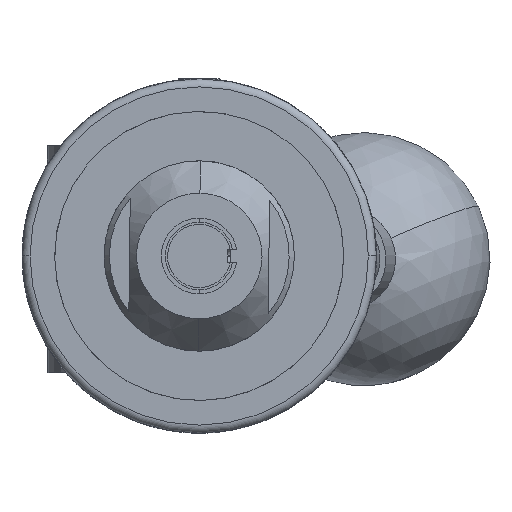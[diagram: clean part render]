
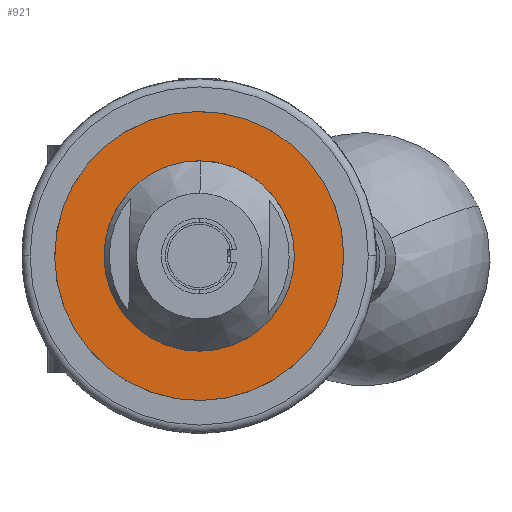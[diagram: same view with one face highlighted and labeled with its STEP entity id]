
A CAD part, left-side view. The second image highlights one B-rep face of the part: STEP entity #921.
In plain terms, the highlighted planar face has unit normal (-1, 0, 0).
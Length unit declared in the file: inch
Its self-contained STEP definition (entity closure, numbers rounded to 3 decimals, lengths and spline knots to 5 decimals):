
#126 = AXIS2_PLACEMENT_3D ( 'NONE', #7229, #9620, #9395 ) ;
#190 = ORIENTED_EDGE ( 'NONE', *, *, #11891, .T. ) ;
#234 = VERTEX_POINT ( 'NONE', #3985 ) ;
#330 = ORIENTED_EDGE ( 'NONE', *, *, #11003, .F. ) ;
#480 = VERTEX_POINT ( 'NONE', #1303 ) ;
#921 = ADVANCED_FACE ( 'NONE', ( #5427, #11720 ), #4299, .F. ) ;
#930 = DIRECTION ( 'NONE',  ( 1., 0., 0. ) ) ;
#994 = AXIS2_PLACEMENT_3D ( 'NONE', #13811, #930, #4311 ) ;
#1303 = CARTESIAN_POINT ( 'NONE',  ( -3.226, 0.00792, 0.46993 ) ) ;
#3416 = EDGE_CURVE ( 'NONE', #234, #7913, #13809, .T. ) ;
#3433 = DIRECTION ( 'NONE',  ( 0., 0.017, 1. ) ) ;
#3985 = CARTESIAN_POINT ( 'NONE',  ( -3.226, -0.01202, -0.7134 ) ) ;
#4065 = CIRCLE ( 'NONE', #8321, 0.7135 ) ;
#4177 = DIRECTION ( 'NONE',  ( 1., 0., 0. ) ) ;
#4299 = PLANE ( 'NONE',  #126 ) ;
#4311 = DIRECTION ( 'NONE',  ( 0., 0.017, 1. ) ) ;
#4856 = CARTESIAN_POINT ( 'NONE',  ( -3.226, 0., 0. ) ) ;
#5427 = FACE_OUTER_BOUND ( 'NONE', #12237, .T. ) ;
#5804 = EDGE_LOOP ( 'NONE', ( #7513, #190 ) ) ;
#5824 = DIRECTION ( 'NONE',  ( 0., 0.017, 1. ) ) ;
#7229 = CARTESIAN_POINT ( 'NONE',  ( -3.226, 0., 0. ) ) ;
#7513 = ORIENTED_EDGE ( 'NONE', *, *, #8857, .T. ) ;
#7854 = ORIENTED_EDGE ( 'NONE', *, *, #3416, .F. ) ;
#7888 = DIRECTION ( 'NONE',  ( 1., 0., 0. ) ) ;
#7913 = VERTEX_POINT ( 'NONE', #7952 ) ;
#7952 = CARTESIAN_POINT ( 'NONE',  ( -3.226, 0.01202, 0.7134 ) ) ;
#7965 = CARTESIAN_POINT ( 'NONE',  ( -3.226, -0.00792, -0.46993 ) ) ;
#8080 = AXIS2_PLACEMENT_3D ( 'NONE', #11782, #8641, #3433 ) ;
#8321 = AXIS2_PLACEMENT_3D ( 'NONE', #4856, #7888, #5824 ) ;
#8633 = CIRCLE ( 'NONE', #994, 0.47 ) ;
#8641 = DIRECTION ( 'NONE',  ( 1., 0., 0. ) ) ;
#8857 = EDGE_CURVE ( 'NONE', #480, #12838, #11617, .T. ) ;
#9395 = DIRECTION ( 'NONE',  ( 0., 0.017, 1. ) ) ;
#9620 = DIRECTION ( 'NONE',  ( 1., 0., 0. ) ) ;
#11003 = EDGE_CURVE ( 'NONE', #7913, #234, #4065, .T. ) ;
#11617 = CIRCLE ( 'NONE', #8080, 0.47 ) ;
#11720 = FACE_BOUND ( 'NONE', #5804, .T. ) ;
#11782 = CARTESIAN_POINT ( 'NONE',  ( -3.226, 0., 0. ) ) ;
#11811 = CARTESIAN_POINT ( 'NONE',  ( -3.226, 0., 0. ) ) ;
#11891 = EDGE_CURVE ( 'NONE', #12838, #480, #8633, .T. ) ;
#12237 = EDGE_LOOP ( 'NONE', ( #7854, #330 ) ) ;
#12838 = VERTEX_POINT ( 'NONE', #7965 ) ;
#13030 = DIRECTION ( 'NONE',  ( 0., 0.017, 1. ) ) ;
#13140 = AXIS2_PLACEMENT_3D ( 'NONE', #11811, #4177, #13030 ) ;
#13809 = CIRCLE ( 'NONE', #13140, 0.7135 ) ;
#13811 = CARTESIAN_POINT ( 'NONE',  ( -3.226, 0., 0. ) ) ;
